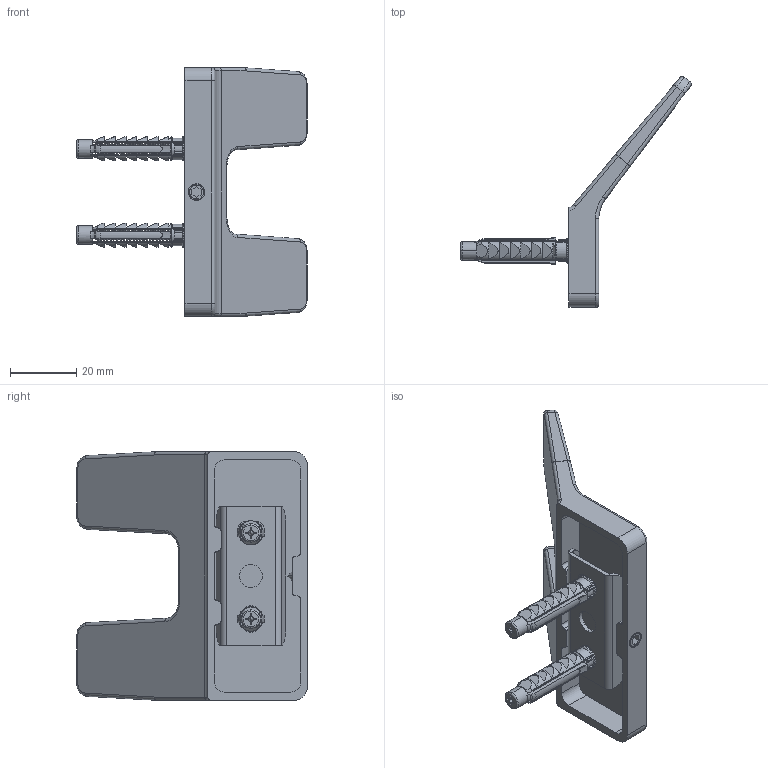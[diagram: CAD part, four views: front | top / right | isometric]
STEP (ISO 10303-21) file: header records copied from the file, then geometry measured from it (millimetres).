
FILE_DESCRIPTION((''),'2;1');
FILE_NAME('FD6-PZA-08-11_ASM','2021-05-12T17:08:06',('Administrator'),(''),'CREO PARAMETRIC BY PTC INC, 2018100','CREO PARAMETRIC BY PTC INC, 2018100','');
FILE_SCHEMA(('CONFIG_CONTROL_DESIGN'));
Length unit declared in the file: millimetre
Products named in the file (7): P676001; P695020; M5X6NJ; YCG4X30_1_1; SJ-PJ-06_1_1; 44433_ASM_1_ASM; FD6-PZA-08-11_ASM
Assembly tree (7 placements, depth 3):
  FD6-PZA-08-11_ASM
    P676001
    P695020
    M5X6NJ
    44433_ASM_1_ASM  x2
      YCG4X30_1_1
      SJ-PJ-06_1_1
Bounding box: 69.47 x 69.54 x 75 mm (x, y, z)
Volume: 24058.7 mm3; surface area: 20397.6 mm2
Topology: 7 solids, 9 shells, 642 faces, 1887 edges, 1259 vertices
Faces by surface type: plane 277, cylinder 181, bspline 72, torus 58, cone 46, sphere 4, extrusion 4
Entity records: 21305 total; most frequent: CARTESIAN_POINT 11076, ORIENTED_EDGE 2284, DIRECTION 1895, EDGE_CURVE 1146, VERTEX_POINT 760, AXIS2_PLACEMENT_3D 702, VECTOR 491, LINE 489
